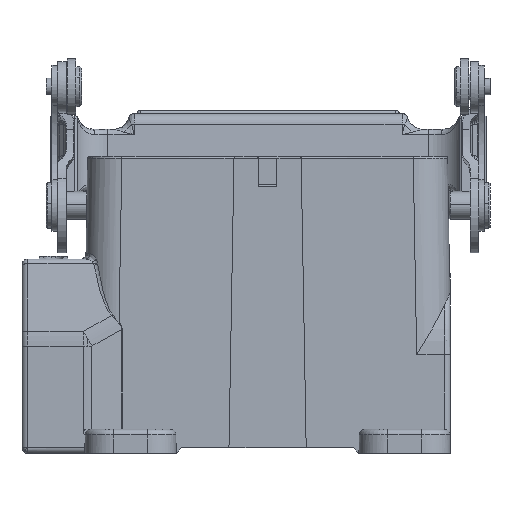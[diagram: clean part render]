
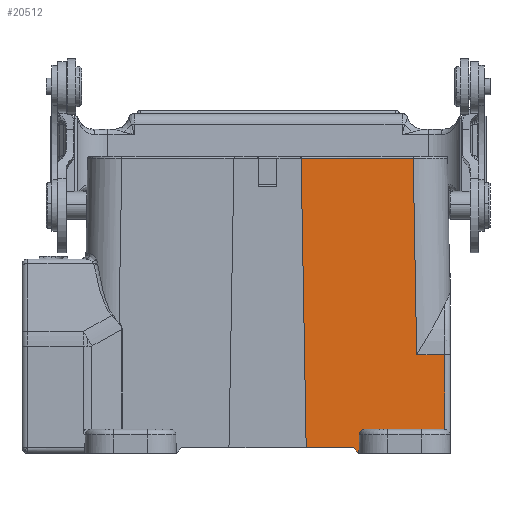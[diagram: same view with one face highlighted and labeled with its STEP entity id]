
A CAD part, left-side view. The second image highlights one B-rep face of the part: STEP entity #20512.
In plain terms, the highlighted planar face has unit normal (-1, 0, 0.018).
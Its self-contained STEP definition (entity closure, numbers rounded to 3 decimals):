
#2830=DIRECTION('',(0.,-1.,0.));
#2831=VECTOR('',#2830,8.239);
#2832=CARTESIAN_POINT('',(-33.194,-6.566,
-49.329));
#2833=LINE('',#2832,#2831);
#2993=CARTESIAN_POINT('',(-32.91,-25.912,
-33.061));
#3017=DIRECTION('',(0.,1.,0.));
#3018=VECTOR('',#3017,4.893);
#3019=CARTESIAN_POINT('',(-32.91,-30.805,
-33.061));
#3020=LINE('',#3019,#3018);
#3021=CARTESIAN_POINT('',(-33.139,-30.805,
-46.131));
#3022=CARTESIAN_POINT('',(-33.139,-30.799,
-46.131));
#3023=CARTESIAN_POINT('',(-33.138,-30.786,
-46.13));
#3024=CARTESIAN_POINT('',(-33.138,-30.767,
-46.13));
#3025=CARTESIAN_POINT('',(-33.138,-30.755,
-46.129));
#3026=CARTESIAN_POINT('',(-33.138,-30.749,
-46.129));
#3028=DIRECTION('',(0.,1.,0.));
#3029=VECTOR('',#3028,13.888);
#3030=CARTESIAN_POINT('',(-33.138,-30.749,
-46.129));
#3031=LINE('',#3030,#3029);
#3032=CARTESIAN_POINT('',(-33.138,-16.861,
-46.129));
#3033=CARTESIAN_POINT('',(-33.138,-16.753,
-46.129));
#3034=CARTESIAN_POINT('',(-33.139,-16.55,
-46.162));
#3035=CARTESIAN_POINT('',(-33.142,-16.268,
-46.304));
#3036=CARTESIAN_POINT('',(-33.145,-16.046,
-46.523));
#3037=CARTESIAN_POINT('',(-33.15,-15.899,
-46.802));
#3038=CARTESIAN_POINT('',(-33.154,-15.863,
-47.005));
#3039=CARTESIAN_POINT('',(-33.156,-15.861,
-47.112));
#3041=DIRECTION('',(-0.017,0.017,-1.));
#3042=VECTOR('',#3041,3.219);
#3043=CARTESIAN_POINT('',(-33.156,-15.861,
-47.112));
#3044=LINE('',#3043,#3042);
#3045=DIRECTION('',(0.012,0.707,0.707));
#3046=VECTOR('',#3045,1.414);
#3047=CARTESIAN_POINT('',(-33.212,-15.805,
-50.329));
#3048=LINE('',#3047,#3046);
#3049=DIRECTION('',(0.017,0.017,1.));
#3050=VECTOR('',#3049,50.72);
#3051=CARTESIAN_POINT('',(-33.194,-6.566,
-49.329));
#3052=LINE('',#3051,#3050);
#3053=DIRECTION('',(-0.017,-0.017,-1.));
#3054=VECTOR('',#3053,34.448);
#3055=CARTESIAN_POINT('',(-32.309,-25.311,
1.376));
#3056=LINE('',#3055,#3054);
#3087=DIRECTION('',(0.017,0.,1.));
#3088=VECTOR('',#3087,13.072);
#3089=CARTESIAN_POINT('',(-33.139,-30.805,
-46.131));
#3090=LINE('',#3089,#3088);
#3785=DIRECTION('',(0.,1.,0.));
#3786=VECTOR('',#3785,19.63);
#3787=CARTESIAN_POINT('',(-32.309,-25.311,
1.376));
#3788=LINE('',#3787,#3786);
#14244=CARTESIAN_POINT('',(-32.91,-30.805,
-33.061));
#14245=VERTEX_POINT('',#14244);
#14246=VERTEX_POINT('',#2993);
#14247=CARTESIAN_POINT('',(-32.309,-25.311,
1.376));
#14248=VERTEX_POINT('',#14247);
#14255=VERTEX_POINT('',#3021);
#14256=VERTEX_POINT('',#3026);
#14257=CARTESIAN_POINT('',(-33.138,-16.861,
-46.129));
#14258=VERTEX_POINT('',#14257);
#14259=VERTEX_POINT('',#3039);
#14260=CARTESIAN_POINT('',(-33.212,-15.805,
-50.329));
#14261=VERTEX_POINT('',#14260);
#14262=CARTESIAN_POINT('',(-33.194,-14.805,
-49.329));
#14263=VERTEX_POINT('',#14262);
#14264=CARTESIAN_POINT('',(-33.194,-6.566,
-49.329));
#14265=VERTEX_POINT('',#14264);
#14266=CARTESIAN_POINT('',(-32.309,-5.681,
1.375));
#14267=VERTEX_POINT('',#14266);
#20486=CARTESIAN_POINT('',(-32.761,-18.243,
-24.477));
#20487=DIRECTION('',(1.,0.,-0.017));
#20488=DIRECTION('',(0.017,0.,1.));
#20489=AXIS2_PLACEMENT_3D('',#20486,#20487,#20488);
#20490=PLANE('',#20489);
#20492=ORIENTED_EDGE('',*,*,#20491,.T.);
#20494=ORIENTED_EDGE('',*,*,#20493,.T.);
#20496=ORIENTED_EDGE('',*,*,#20495,.T.);
#20498=ORIENTED_EDGE('',*,*,#20497,.T.);
#20500=ORIENTED_EDGE('',*,*,#20499,.T.);
#20501=ORIENTED_EDGE('',*,*,#20351,.F.);
#20503=ORIENTED_EDGE('',*,*,#20502,.T.);
#20505=ORIENTED_EDGE('',*,*,#20504,.F.);
#20506=ORIENTED_EDGE('',*,*,#20459,.T.);
#20507=ORIENTED_EDGE('',*,*,#20479,.F.);
#20509=ORIENTED_EDGE('',*,*,#20508,.F.);
#20510=EDGE_LOOP('',(#20492,#20494,#20496,#20498,#20500,#20501,#20503,#20505,
#20506,#20507,#20509));
#20511=FACE_OUTER_BOUND('',#20510,.F.);
#20512=ADVANCED_FACE('',(#20511),#20490,.F.);
#3027=B_SPLINE_CURVE_WITH_KNOTS('',3,(#3021,#3022,#3023,#3024,#3025,#3026),
.UNSPECIFIED.,.F.,.F.,(4,1,1,4),(0.,0.333,0.667,1.),
.UNSPECIFIED.);
#3040=B_SPLINE_CURVE_WITH_KNOTS('',3,(#3032,#3033,#3034,#3035,#3036,#3037,#3038,
#3039),.UNSPECIFIED.,.F.,.F.,(4,1,1,1,1,4),(0.,0.2,0.4,0.6,0.8,1.),
.UNSPECIFIED.);
#20351=EDGE_CURVE('',#14265,#14263,#2833,.T.);
#20459=EDGE_CURVE('',#14248,#14246,#3056,.T.);
#20479=EDGE_CURVE('',#14245,#14246,#3020,.T.);
#20491=EDGE_CURVE('',#14255,#14256,#3027,.T.);
#20493=EDGE_CURVE('',#14256,#14258,#3031,.T.);
#20495=EDGE_CURVE('',#14258,#14259,#3040,.T.);
#20497=EDGE_CURVE('',#14259,#14261,#3044,.T.);
#20499=EDGE_CURVE('',#14261,#14263,#3048,.T.);
#20502=EDGE_CURVE('',#14265,#14267,#3052,.T.);
#20504=EDGE_CURVE('',#14248,#14267,#3788,.T.);
#20508=EDGE_CURVE('',#14255,#14245,#3090,.T.);
